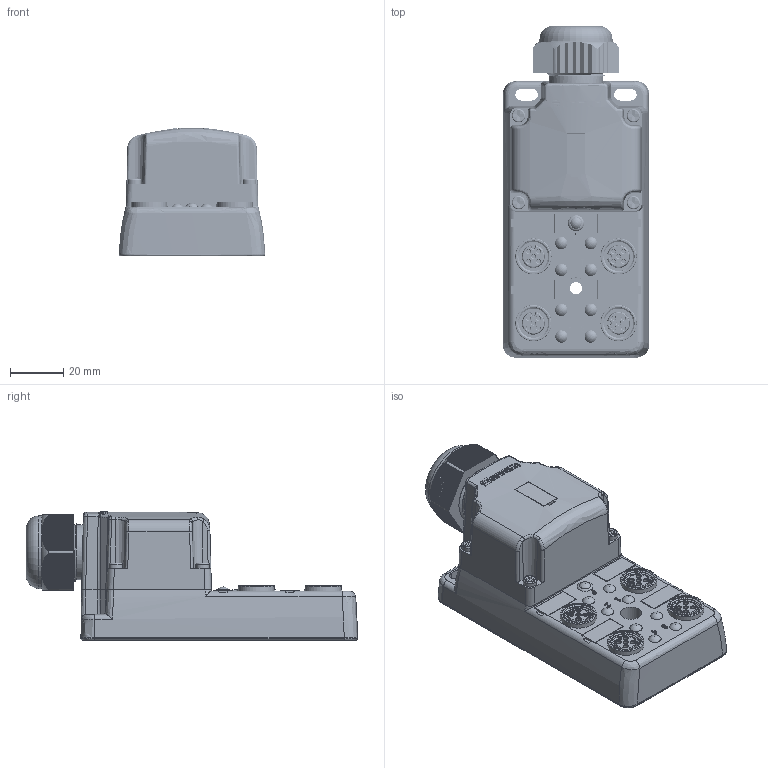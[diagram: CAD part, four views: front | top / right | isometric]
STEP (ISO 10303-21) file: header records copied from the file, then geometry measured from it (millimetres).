
FILE_DESCRIPTION(/* description */ (''),/* implementation_level */ '2;1');
FILE_NAME(/* name */ '',/* time_stamp */ '2025-04-10T10:52:40+08:00',/* author */ (''),/* organization */ (''),/* preprocessor_version */ 'ST-DEVELOPER v14',/* originating_system */ 'SIEMENS PLM Software NX 8.0',/* authorisation */ '');
FILE_SCHEMA (('AUTOMOTIVE_DESIGN { 1 0 10303 214 3 1 1 1 }'));
Products named in the file (1): Admi31F4E795h8mb
Bounding box: 54.93 x 124.3 x 48.2 mm (x, y, z)
Volume: 159668.6 mm3; surface area: 48070.3 mm2
Topology: 2 solids, 122 shells, 4957 faces, 13393 edges, 8789 vertices
Faces by surface type: plane 3100, cylinder 1160, bspline 183, extrusion 149, torus 134, cone 119, sphere 112
Full cylindrical faces by diameter (mm): 1.5 x20, 1.8 x6, 2.1 x21, 3 x10, 4.5 x7, 5 x4, 8 x2, 9 x4, 11 x28, 20.5 x1
Entity records: 217265 total; most frequent: CARTESIAN_POINT 90392, ORIENTED_EDGE 25788, DIRECTION 21758, EDGE_CURVE 12894, VERTEX_POINT 8624, VECTOR 7770, LINE 7621, AXIS2_PLACEMENT_3D 6994
